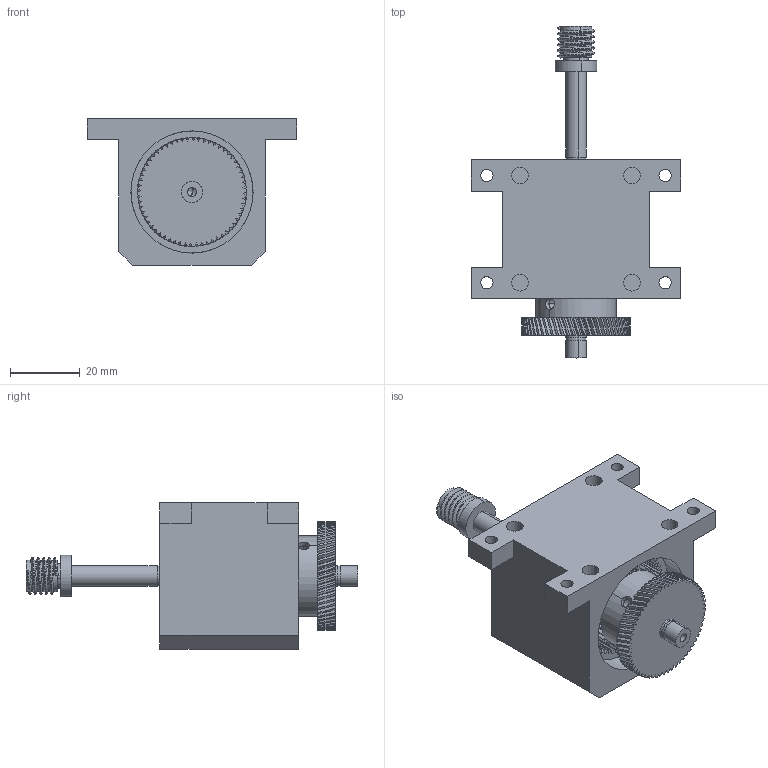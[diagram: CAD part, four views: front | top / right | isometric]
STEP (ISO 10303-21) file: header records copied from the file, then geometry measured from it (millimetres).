
FILE_DESCRIPTION (( 'STEP AP203' ), '1' );
FILE_NAME ('epicyclicGearBox.STEP', '2021-11-18T00:46:03', ( '' ), ( '' ), 'SwSTEP 2.0', 'SolidWorks 2020', '' );
FILE_SCHEMA (( 'CONFIG_CONTROL_DESIGN' ));
Length unit declared in the file: millimetre
Products named in the file (20): Assem3^epicyclicGearBox; P-Nut-stand-V3; spur gear_iso_ISO - Spur gear 0.5M 20T 20PA 5.5FW ---S20A75H50L2.0N; Bottom Base, GT2 Timing Pulley, Configurable_16T W6 B5; GT2 Timing Pulley, Configurable_16T W6 B5; 1-4x1.5 RotateAxle_預設; socket set screw flat point_am_B18.3.6M - M3 x 0.5 x 4 Hex Socket Flat Pt. SS --N; spur gear_iso_ISO - Spur gear 0.5M 20T 20PA 9FW ---S20A75H50L7.0N; Assem2^epicyclicGearBox; Copy of Part3^SunGear0Cover; Top Flange, GT2 Timing Pulley, Configurable_16T W6 B5; epicyclicShell; angular contact ball bearing_68_iso_ISO 15 ABB - 196 - 10,SI,NC,10_68; Body, GT2 Timing Pulley, Configurable_16T W6 B5; Gear-rod-stand-V2; Worm TEETH_預設; internal spur gear_iso_ISO - Internal spur gear 0.5M 60T 20PA 24FW ---S60S35OD 1.0AF; angular contact ball bearing_68_iso_ISO 15 ABB - 276 - 16,SI,NC,16_68; epicyclicGearBox; SunGear0Cover
Assembly tree (22 placements, depth 4):
  epicyclicGearBox
    Assem3^epicyclicGearBox
      Worm TEETH_預設
      SunGear0Cover
        Copy of Part3^SunGear0Cover
        spur gear_iso_ISO - Spur gear 0.5M 20T 20PA 9FW ---S20A75H50L7.0N
      angular contact ball bearing_68_iso_ISO 15 ABB - 276 - 16,SI,NC,16_68
    Assem2^epicyclicGearBox
      epicyclicShell
      internal spur gear_iso_ISO - Internal spur gear 0.5M 60T 20PA 24FW ---S60S35OD 1.0AF
    spur gear_iso_ISO - Spur gear 0.5M 20T 20PA 5.5FW ---S20A75H50L2.0N  x4
    angular contact ball bearing_68_iso_ISO 15 ABB - 196 - 10,SI,NC,10_68
    1-4x1.5 RotateAxle_預設
    GT2 Timing Pulley, Configurable_16T W6 B5
      Body, GT2 Timing Pulley, Configurable_16T W6 B5
      Top Flange, GT2 Timing Pulley, Configurable_16T W6 B5
      Bottom Base, GT2 Timing Pulley, Configurable_16T W6 B5
      socket set screw flat point_am_B18.3.6M - M3 x 0.5 x 4 Hex Socket Flat Pt. SS --N
    Gear-rod-stand-V2
    P-Nut-stand-V3
Bounding box: 60 x 95 x 42 mm (x, y, z)
Volume: 63410.4 mm3; surface area: 39214.4 mm2
Topology: 18 solids, 18 shells, 1540 faces, 4350 edges, 2869 vertices
Faces by surface type: cylinder 1220, bspline 128, plane 124, cone 44, torus 24
Entity records: 48502 total; most frequent: CARTESIAN_POINT 12351, DIRECTION 7614, ORIENTED_EDGE 7126, EDGE_CURVE 3563, AXIS2_PLACEMENT_3D 3106, VERTEX_POINT 2347, CIRCLE 1932, VECTOR 1402
